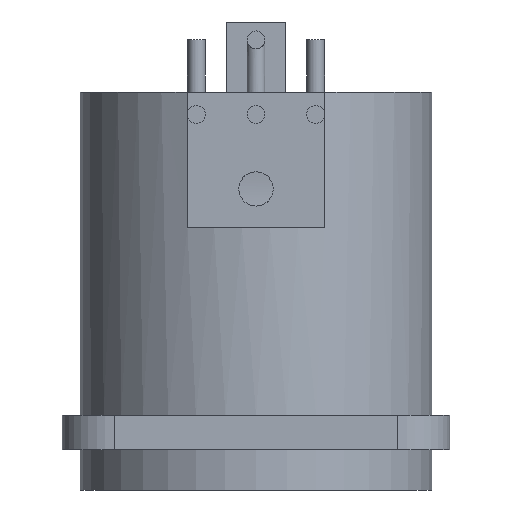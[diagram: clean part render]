
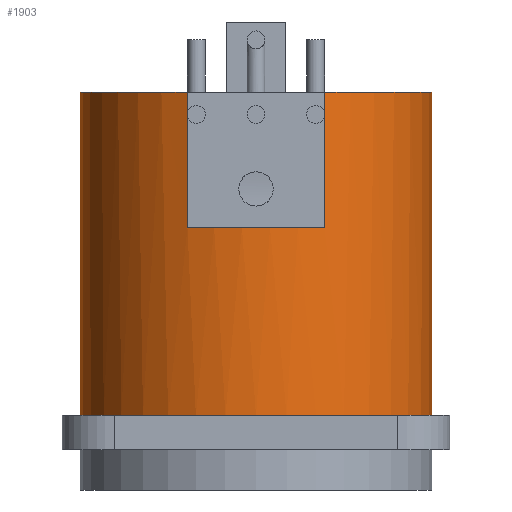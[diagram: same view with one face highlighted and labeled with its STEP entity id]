
A CAD part, front view. The second image highlights one B-rep face of the part: STEP entity #1903.
In plain terms, the highlighted cylindrical face has radius 11.8 mm (diameter 23.6 mm), a partial arc.
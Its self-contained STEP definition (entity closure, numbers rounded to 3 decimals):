
#161=CARTESIAN_POINT('',(0.,0.,2.3));
#162=DIRECTION('',(0.,0.,-1.));
#163=DIRECTION('',(1.,0.,0.));
#164=AXIS2_PLACEMENT_3D('',#161,#162,#163);
#222=DIRECTION('',(0.,0.,-1.));
#223=VECTOR('',#222,21.7);
#224=CARTESIAN_POINT('',(-11.8,0.,24.));
#225=LINE('',#224,#223);
#264=DIRECTION('',(0.,0.,-1.));
#265=VECTOR('',#264,9.1);
#266=CARTESIAN_POINT('',(4.6,-10.866,24.));
#267=LINE('',#266,#265);
#268=DIRECTION('',(0.,0.,-1.));
#269=VECTOR('',#268,21.7);
#270=CARTESIAN_POINT('',(11.8,0.,24.));
#271=LINE('',#270,#269);
#272=DIRECTION('',(0.,0.,-1.));
#273=VECTOR('',#272,9.1);
#274=CARTESIAN_POINT('',(-4.6,-10.866,24.));
#275=LINE('',#274,#273);
#276=CARTESIAN_POINT('',(0.,0.,14.9));
#277=DIRECTION('',(0.,0.,-1.));
#278=DIRECTION('',(0.39,-0.921,0.));
#279=AXIS2_PLACEMENT_3D('',#276,#277,#278);
#466=CARTESIAN_POINT('',(0.,0.,24.));
#467=DIRECTION('',(0.,0.,-1.));
#468=DIRECTION('',(1.,0.,0.));
#469=AXIS2_PLACEMENT_3D('',#466,#467,#468);
#475=CARTESIAN_POINT('',(0.,0.,24.));
#476=DIRECTION('',(0.,0.,-1.));
#477=DIRECTION('',(-0.39,-0.921,0.));
#478=AXIS2_PLACEMENT_3D('',#475,#476,#477);
#1234=CARTESIAN_POINT('',(-11.8,0.,24.));
#1235=CARTESIAN_POINT('',(11.8,0.,24.));
#1236=VERTEX_POINT('',#1234);
#1237=VERTEX_POINT('',#1235);
#1246=CARTESIAN_POINT('',(-11.8,0.,2.3));
#1247=VERTEX_POINT('',#1246);
#1248=CARTESIAN_POINT('',(11.8,0.,2.3));
#1249=VERTEX_POINT('',#1248);
#1308=CARTESIAN_POINT('',(4.6,-10.866,24.));
#1309=CARTESIAN_POINT('',(4.6,-10.866,14.9));
#1310=VERTEX_POINT('',#1308);
#1311=VERTEX_POINT('',#1309);
#1312=CARTESIAN_POINT('',(-4.6,-10.866,14.9));
#1313=VERTEX_POINT('',#1312);
#1314=CARTESIAN_POINT('',(-4.6,-10.866,24.));
#1315=VERTEX_POINT('',#1314);
#1883=CARTESIAN_POINT('',(0.,0.,24.));
#1884=DIRECTION('',(0.,0.,-1.));
#1885=DIRECTION('',(-1.,0.,0.));
#1886=AXIS2_PLACEMENT_3D('',#1883,#1884,#1885);
#1887=CYLINDRICAL_SURFACE('',#1886,11.8);
#1889=ORIENTED_EDGE('',*,*,#1888,.F.);
#1891=ORIENTED_EDGE('',*,*,#1890,.F.);
#1892=ORIENTED_EDGE('',*,*,#1851,.T.);
#1893=ORIENTED_EDGE('',*,*,#1715,.T.);
#1894=ORIENTED_EDGE('',*,*,#1848,.F.);
#1896=ORIENTED_EDGE('',*,*,#1895,.F.);
#1898=ORIENTED_EDGE('',*,*,#1897,.T.);
#1900=ORIENTED_EDGE('',*,*,#1899,.F.);
#1901=EDGE_LOOP('',(#1889,#1891,#1892,#1893,#1894,#1896,#1898,#1900));
#1902=FACE_OUTER_BOUND('',#1901,.F.);
#1903=ADVANCED_FACE('',(#1902),#1887,.T.);
#165=CIRCLE('',#164,11.8);
#280=CIRCLE('',#279,11.8);
#470=CIRCLE('',#469,11.8);
#479=CIRCLE('',#478,11.8);
#1715=EDGE_CURVE('',#1249,#1247,#165,.T.);
#1848=EDGE_CURVE('',#1236,#1247,#225,.T.);
#1851=EDGE_CURVE('',#1237,#1249,#271,.T.);
#1888=EDGE_CURVE('',#1310,#1311,#267,.T.);
#1890=EDGE_CURVE('',#1237,#1310,#470,.T.);
#1895=EDGE_CURVE('',#1315,#1236,#479,.T.);
#1897=EDGE_CURVE('',#1315,#1313,#275,.T.);
#1899=EDGE_CURVE('',#1311,#1313,#280,.T.);
